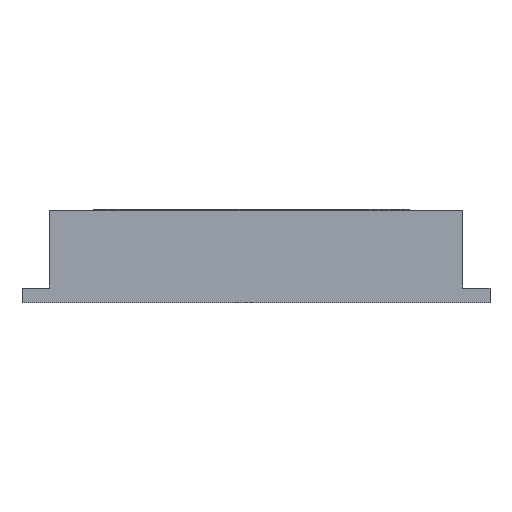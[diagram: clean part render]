
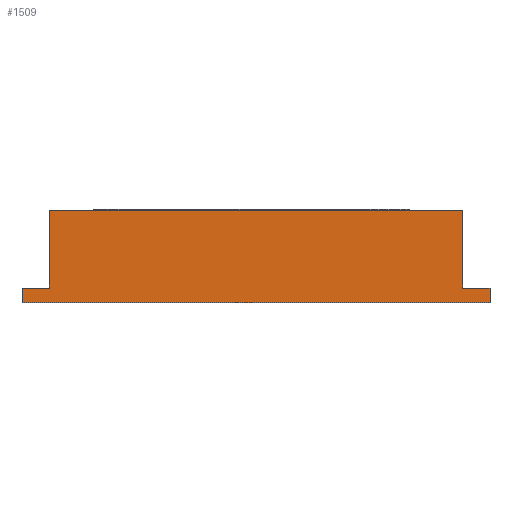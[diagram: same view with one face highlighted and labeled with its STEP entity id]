
A CAD part, front view. The second image highlights one B-rep face of the part: STEP entity #1509.
In plain terms, the highlighted planar face has unit normal (0, -1, 0).
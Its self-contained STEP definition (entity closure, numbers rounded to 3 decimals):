
#621 = VERTEX_POINT('',#622);
#622 = CARTESIAN_POINT('',(9.5,-12.5,0.));
#628 = EDGE_CURVE('',#629,#621,#631,.T.);
#629 = VERTEX_POINT('',#630);
#630 = CARTESIAN_POINT('',(-9.5,-12.5,0.));
#631 = LINE('',#632,#633);
#632 = CARTESIAN_POINT('',(-9.5,-12.5,0.));
#633 = VECTOR('',#634,1.);
#634 = DIRECTION('',(1.,0.,0.));
#925 = VERTEX_POINT('',#926);
#926 = CARTESIAN_POINT('',(8.4,-12.5,3.75));
#932 = EDGE_CURVE('',#925,#933,#935,.T.);
#933 = VERTEX_POINT('',#934);
#934 = CARTESIAN_POINT('',(8.4,-12.5,0.6));
#935 = LINE('',#936,#937);
#936 = CARTESIAN_POINT('',(8.4,-12.5,0.3));
#937 = VECTOR('',#938,1.);
#938 = DIRECTION('',(0.,0.,-1.));
#1492 = VERTEX_POINT('',#1493);
#1493 = CARTESIAN_POINT('',(-9.5,-12.5,0.6));
#1499 = EDGE_CURVE('',#629,#1492,#1500,.T.);
#1500 = LINE('',#1501,#1502);
#1501 = CARTESIAN_POINT('',(-9.5,-12.5,0.));
#1502 = VECTOR('',#1503,1.);
#1503 = DIRECTION('',(0.,0.,1.));
#1509 = ADVANCED_FACE('',(#1510),#1551,.F.);
#1510 = FACE_BOUND('',#1511,.F.);
#1511 = EDGE_LOOP('',(#1512,#1513,#1514,#1522,#1530,#1536,#1537,#1545));
#1512 = ORIENTED_EDGE('',*,*,#628,.F.);
#1513 = ORIENTED_EDGE('',*,*,#1499,.T.);
#1514 = ORIENTED_EDGE('',*,*,#1515,.T.);
#1515 = EDGE_CURVE('',#1492,#1516,#1518,.T.);
#1516 = VERTEX_POINT('',#1517);
#1517 = CARTESIAN_POINT('',(-8.4,-12.5,0.6));
#1518 = LINE('',#1519,#1520);
#1519 = CARTESIAN_POINT('',(-9.95,-12.5,0.6));
#1520 = VECTOR('',#1521,1.);
#1521 = DIRECTION('',(1.,0.,0.));
#1522 = ORIENTED_EDGE('',*,*,#1523,.F.);
#1523 = EDGE_CURVE('',#1524,#1516,#1526,.T.);
#1524 = VERTEX_POINT('',#1525);
#1525 = CARTESIAN_POINT('',(-8.4,-12.5,3.75));
#1526 = LINE('',#1527,#1528);
#1527 = CARTESIAN_POINT('',(-8.4,-12.5,0.3));
#1528 = VECTOR('',#1529,1.);
#1529 = DIRECTION('',(0.,0.,-1.));
#1530 = ORIENTED_EDGE('',*,*,#1531,.T.);
#1531 = EDGE_CURVE('',#1524,#925,#1532,.T.);
#1532 = LINE('',#1533,#1534);
#1533 = CARTESIAN_POINT('',(-9.5,-12.5,3.75));
#1534 = VECTOR('',#1535,1.);
#1535 = DIRECTION('',(1.,0.,0.));
#1536 = ORIENTED_EDGE('',*,*,#932,.T.);
#1537 = ORIENTED_EDGE('',*,*,#1538,.T.);
#1538 = EDGE_CURVE('',#933,#1539,#1541,.T.);
#1539 = VERTEX_POINT('',#1540);
#1540 = CARTESIAN_POINT('',(9.5,-12.5,0.6));
#1541 = LINE('',#1542,#1543);
#1542 = CARTESIAN_POINT('',(-0.55,-12.5,0.6));
#1543 = VECTOR('',#1544,1.);
#1544 = DIRECTION('',(1.,0.,0.));
#1545 = ORIENTED_EDGE('',*,*,#1546,.F.);
#1546 = EDGE_CURVE('',#621,#1539,#1547,.T.);
#1547 = LINE('',#1548,#1549);
#1548 = CARTESIAN_POINT('',(9.5,-12.5,0.));
#1549 = VECTOR('',#1550,1.);
#1550 = DIRECTION('',(0.,0.,1.));
#1551 = PLANE('',#1552);
#1552 = AXIS2_PLACEMENT_3D('',#1553,#1554,#1555);
#1553 = CARTESIAN_POINT('',(-9.5,-12.5,0.));
#1554 = DIRECTION('',(0.,1.,0.));
#1555 = DIRECTION('',(1.,0.,0.));
